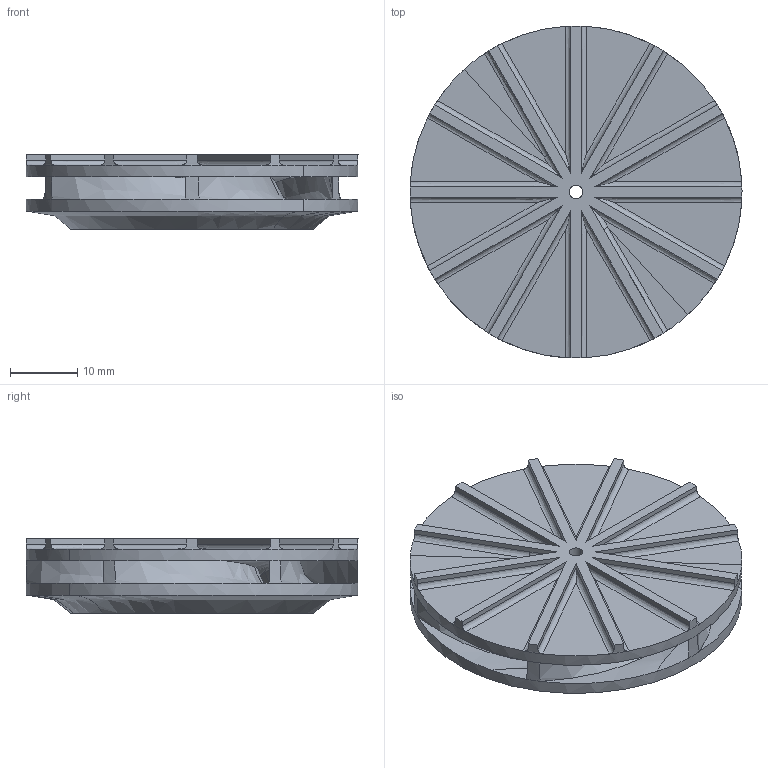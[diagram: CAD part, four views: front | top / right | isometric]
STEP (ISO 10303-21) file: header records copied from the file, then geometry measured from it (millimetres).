
FILE_DESCRIPTION (( 'STEP AP203' ), '1' );
FILE_NAME ('kerosene_PDR_impeller_unintegrated_print.STEP', '2024-11-03T21:12:36', ( '' ), ( '' ), 'SwSTEP 2.0', 'SolidWorks 2024', '' );
FILE_SCHEMA (( 'CONFIG_CONTROL_DESIGN' ));
Length unit declared in the file: millimetre
Products named in the file (1): kerosene_PDR_impeller_unintegrated_print
Bounding box: 49.32 x 49.32 x 11.01 mm (x, y, z)
Volume: 9359.1 mm3; surface area: 9511.7 mm2
Topology: 1 solids, 1 shells, 127 faces, 343 edges, 205 vertices
Faces by surface type: bspline 78, plane 25, cylinder 14, cone 10
Entity records: 26335 total; most frequent: CARTESIAN_POINT 23628, ORIENTED_EDGE 686, DIRECTION 378, EDGE_CURVE 343, VERTEX_POINT 205, B_SPLINE_CURVE_WITH_KNOTS 172, AXIS2_PLACEMENT_3D 157, EDGE_LOOP 128
